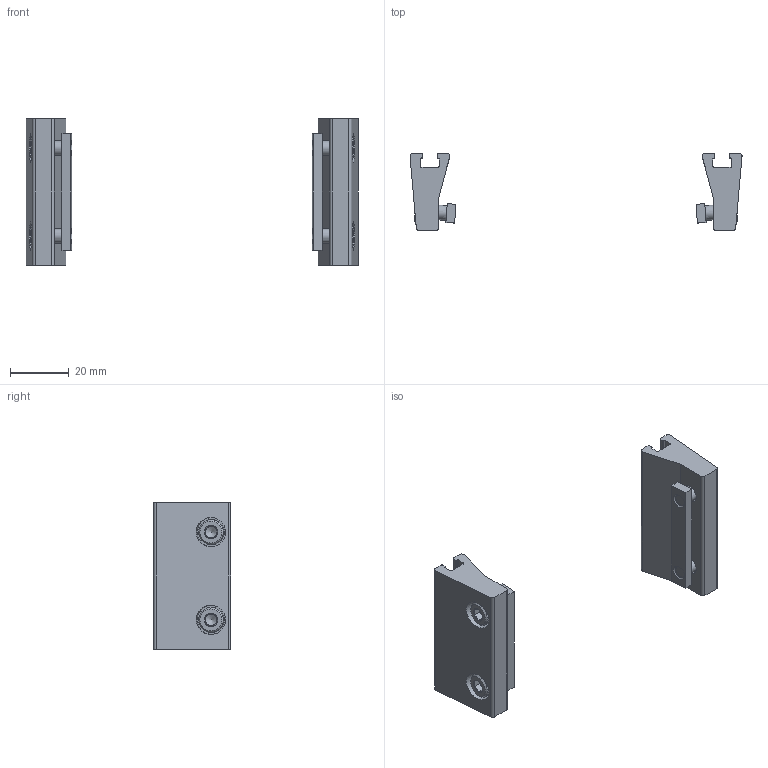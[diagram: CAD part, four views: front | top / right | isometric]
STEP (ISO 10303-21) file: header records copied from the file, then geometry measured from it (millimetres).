
FILE_DESCRIPTION(/* description */ ('STEP AP214'),/* implementation_level */ '2;1');
FILE_NAME(/* name */ '1631997_DASI-Q11-32-A-SR',/* time_stamp */ '2024-08-14T17:48:28+02:00',/* author */ ('License CC BY-ND 4.0'),/* organization */ ('CADENAS'),/* preprocessor_version */ 'ST-DEVELOPER v19.3',/* originating_system */ 'PARTsolutions',/* authorisation */ ' ');
FILE_SCHEMA (('AUTOMOTIVE_DESIGN {1 0 10303 214 3 1 1}'));
Length unit declared in the file: millimetre
Products named in the file (4): 1631997 DASI-Q11-32-A-SR; 1631997 DASI-Q11-32-A-SR_p; DIN-912 - M5x8(F); 187388 ZVB-8-24---(Nutenstein)
Assembly tree (8 placements, depth 2):
  1631997 DASI-Q11-32-A-SR
    1631997 DASI-Q11-32-A-SR_p  x2
    DIN-912 - M5x8(F)  x4
    187388 ZVB-8-24---(Nutenstein)  x2
Bounding box: 113.5 x 26.5 x 50 mm (x, y, z)
Volume: 24165.8 mm3; surface area: 13166.5 mm2
Topology: 8 solids, 8 shells, 202 faces, 438 edges, 260 vertices
Faces by surface type: plane 106, cone 52, cylinder 44
Full cylindrical faces by diameter (mm): 4.134 x4, 5 x4, 6 x4, 8.5 x4, 10 x4
Entity records: 2103 total; most frequent: DIRECTION 365, CARTESIAN_POINT 354, ORIENTED_EDGE 294, EDGE_CURVE 147, AXIS2_PLACEMENT_3D 142, FACE_BOUND 102, VERTEX_POINT 101, EDGE_LOOP 101
